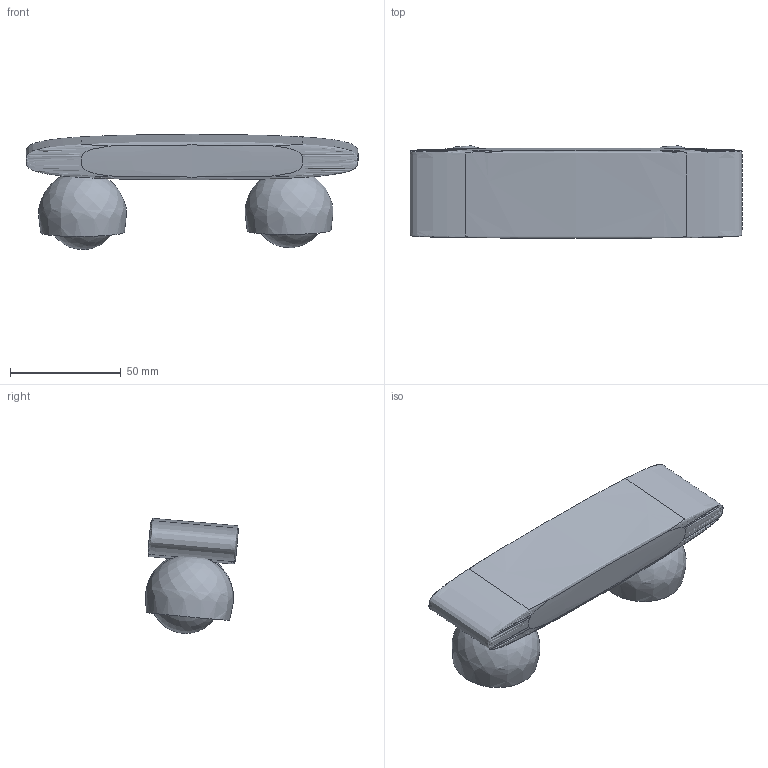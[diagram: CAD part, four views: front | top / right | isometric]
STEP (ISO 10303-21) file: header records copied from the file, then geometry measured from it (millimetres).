
FILE_DESCRIPTION(/* description */ (''),/* implementation_level */ '2;1');
FILE_NAME(/* name */ '3D Scooter v1.step',/* time_stamp */ '2019-02-24T10:22:55-06:00',/* author */ ('leticia.ruiz.flores'),/* organization */ (''),/* preprocessor_version */ 'ST-DEVELOPER v17.2',/* originating_system */ 'Autodesk Translation Framework v7.6.0.251',/* authorisation */ '');
FILE_SCHEMA (('AUTOMOTIVE_DESIGN { 1 0 10303 214 3 1 1 }','AP242_MANAGED_MODEL_BASED_3D_ENGINEERING_MIM_LF { 1 0 10303 442 1 1 4 }'));
Length unit declared in the file: millimetre
Products named in the file (1): 3D Scooter
Bounding box: 150 x 41.78 x 52.03 mm (x, y, z)
Volume: 124060.1 mm3; surface area: 29976.7 mm2
Topology: 3 solids, 5 shells, 10 faces, 24 edges, 16 vertices
Faces by surface type: bspline 8, sphere 2
Entity records: 3807 total; most frequent: CARTESIAN_POINT 3617, ORIENTED_EDGE 34, EDGE_CURVE 18, B_SPLINE_CURVE_WITH_KNOTS 16, VERTEX_POINT 16, FACE_OUTER_BOUND 10, EDGE_LOOP 10, ADVANCED_FACE 10
